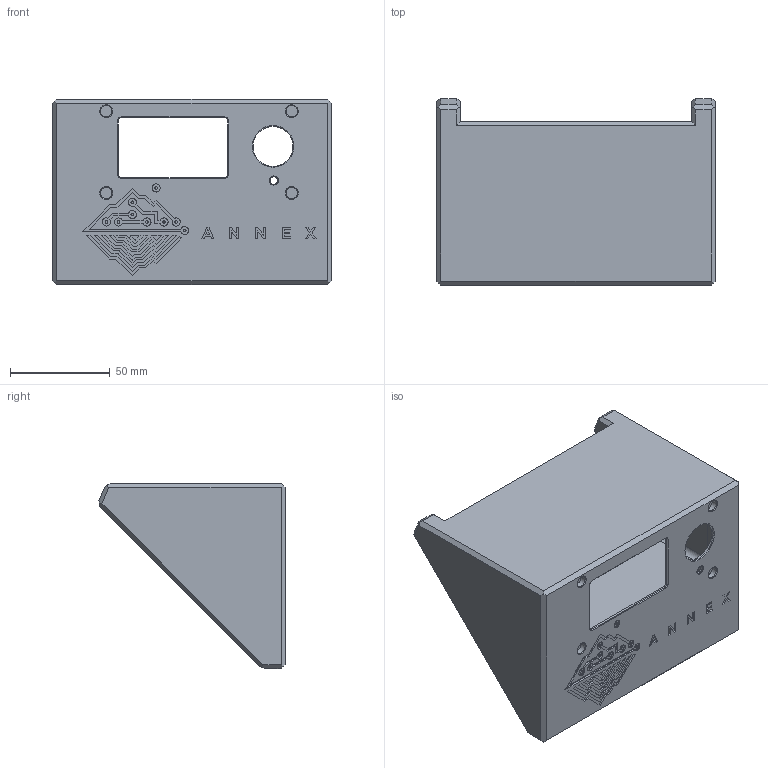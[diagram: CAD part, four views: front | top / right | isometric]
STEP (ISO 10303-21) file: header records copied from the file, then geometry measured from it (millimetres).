
FILE_DESCRIPTION(/* description */ (''),/* implementation_level */ '2;1');
FILE_NAME(/* name */ 'LCD Panel Annex v4.step',/* time_stamp */ '2020-03-25T20:09:00-05:00',/* author */ (''),/* organization */ (''),/* preprocessor_version */ 'ST-DEVELOPER v18',/* originating_system */ 'Autodesk Translation Framework v8.12.0.6',/* authorisation */ '');
FILE_SCHEMA (('AUTOMOTIVE_DESIGN { 1 0 10303 214 3 1 1 }'));
Length unit declared in the file: millimetre
Products named in the file (1): LCD Panel Annex
Bounding box: 139.8 x 93.43 x 92.8 mm (x, y, z)
Volume: 312213.4 mm3; surface area: 70787.2 mm2
Topology: 1 solids, 1 shells, 432 faces, 1126 edges, 722 vertices
Faces by surface type: plane 318, cylinder 86, cone 14, sphere 8, torus 4, bspline 2
Full cylindrical faces by diameter (mm): 1.367 x1, 3.5 x4, 3.75 x1, 4.075 x1, 5.7 x4, 20 x1
Entity records: 13052 total; most frequent: CARTESIAN_POINT 2289, ORIENTED_EDGE 2236, DIRECTION 2170, EDGE_CURVE 1118, LINE 928, VECTOR 928, VERTEX_POINT 722, AXIS2_PLACEMENT_3D 621
